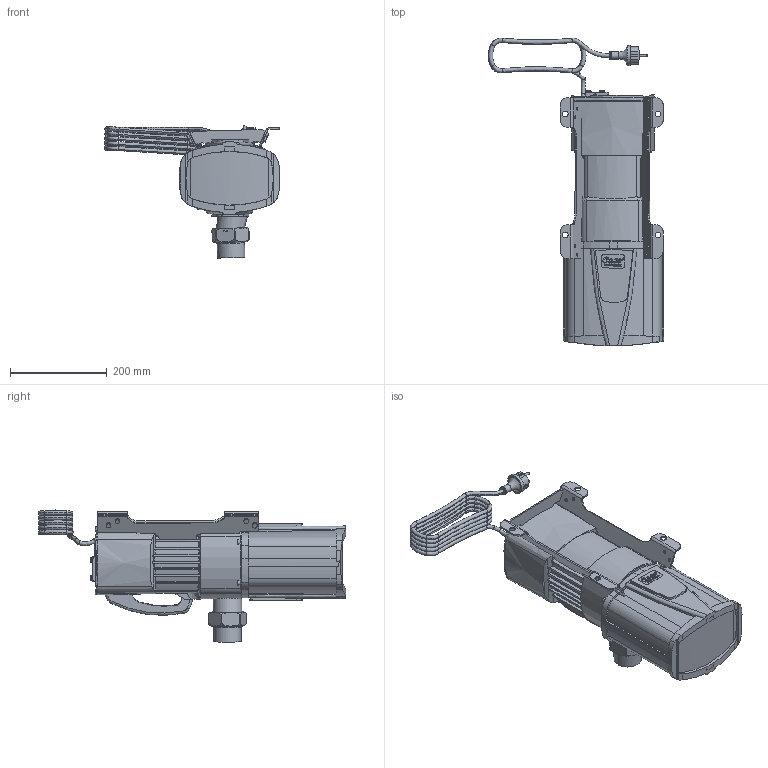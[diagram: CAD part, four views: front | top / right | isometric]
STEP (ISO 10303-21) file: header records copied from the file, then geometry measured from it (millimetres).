
FILE_DESCRIPTION(/* description */ (''),/* implementation_level */ '2;1');
FILE_NAME(/* name */ '46421_Varionaut 400.stp',/* time_stamp */ '2017-05-03T08:09:12+02:00',/* author */ ('guzb562'),/* organization */ (''),/* preprocessor_version */ 'ST-DEVELOPER v16.1',/* originating_system */ 'Autodesk Inventor 2016',/* authorisation */ '');
FILE_SCHEMA (('AUTOMOTIVE_DESIGN { 1 0 10303 214 3 1 1 }'));
Products named in the file (6): 46421_Filter Varionaut 400; 46421_varionaut 400; 30068_kabel; stecker; 46421Adapter_2_zoll; 46421_Varionaut 400_1
Assembly tree (5 placements, depth 2):
  46421_Varionaut 400_1
    46421_Filter Varionaut 400
    46421_varionaut 400
    30068_kabel
    stecker
    46421Adapter_2_zoll
Bounding box: 363.24 x 635.25 x 273.04 mm (x, y, z)
Volume: 8566534.9 mm3; surface area: 753679.6 mm2
Topology: 6 solids, 6 shells, 1405 faces, 3862 edges, 2615 vertices
Faces by surface type: plane 898, cylinder 310, bspline 163, cone 18, torus 16
Full cylindrical faces by diameter (mm): 4.967 x1, 5 x3, 6.4 x8, 7 x4, 7.1 x4, 9.168 x2, 9.333 x1, 9.461 x2, 9.47 x2, 9.521 x1, 9.745 x2, 10 x2, 10.025 x1, 10.168 x2, 10.195 x1, 12 x4, 15.169 x1, 17 x1, 21.605 x1, 41.393 x1, 48.3 x1, 49.391 x1, 50.686 x1, 51.875 x1, 56.198 x1, 56.541 x1, 57.161 x1, 59.205 x2, 59.643 x1, 60.3 x1
Entity records: 64587 total; most frequent: CARTESIAN_POINT 29522, ORIENTED_EDGE 7454, DIRECTION 6492, EDGE_CURVE 3726, LINE 2534, VECTOR 2534, VERTEX_POINT 2494, AXIS2_PLACEMENT_3D 1979
